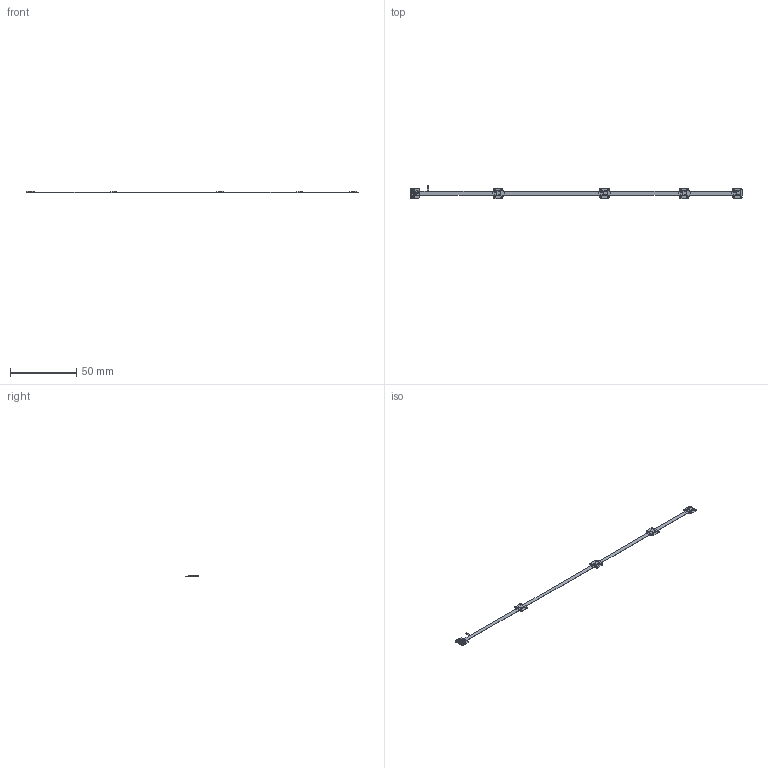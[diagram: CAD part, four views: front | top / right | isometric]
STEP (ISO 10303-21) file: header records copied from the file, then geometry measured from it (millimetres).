
FILE_DESCRIPTION(('Open CASCADE Model'),'2;1');
FILE_NAME('Open CASCADE Shape Model','2025-04-23T17:08:53',('Author'),( 'Open CASCADE'),'Open CASCADE STEP processor 7.5','Open CASCADE 7.5' ,'Unknown');
FILE_SCHEMA(('AUTOMOTIVE_DESIGN { 1 0 10303 214 1 1 1 1 }'));
Length unit declared in the file: millimetre
Products named in the file (48): PCB; Board; Open CASCADE STEP translator 7.5 2.1.1; Open CASCADE STEP translator 7.5 2.1.2; Open CASCADE STEP translator 7.5 2.1.3; Open CASCADE STEP translator 7.5 2.1.4; Open CASCADE STEP translator 7.5 2.1.5; Open CASCADE STEP translator 7.5 2.1.6; Open CASCADE STEP translator 7.5 2.1.7; Open CASCADE STEP translator 7.5 2.1.8; Open CASCADE STEP translator 7.5 2.1.9; Open CASCADE STEP translator 7.5 2.1.10; Open CASCADE STEP translator 7.5 2.1.11; Open CASCADE STEP translator 7.5 2.1.12; Open CASCADE STEP translator 7.5 2.1.13; Open CASCADE STEP translator 7.5 2.1.14; Open CASCADE STEP translator 7.5 2.1.15; Open CASCADE STEP translator 7.5 2.1.16; Open CASCADE STEP translator 7.5 2.1.17; U3_CH4; 6890623888; Extruded; U3_CH3; U3_CH2; U2_CH4; ICM-42670-P; U2_CH3; U2_CH2; C4_CH4; Capacitor 0201; C4_CH3; C4_CH2; C3_CH4; C3_CH3; C3_CH2; C2_CH4; C2_CH3; C2_CH2; U2_CH1; C4_CH1 ...
Assembly tree (65 placements, depth 4):
  PCB
    Board
      Open CASCADE STEP translator 7.5 2.1.1
      Open CASCADE STEP translator 7.5 2.1.2
      Open CASCADE STEP translator 7.5 2.1.3
      Open CASCADE STEP translator 7.5 2.1.4
      Open CASCADE STEP translator 7.5 2.1.5
      Open CASCADE STEP translator 7.5 2.1.6
      Open CASCADE STEP translator 7.5 2.1.7
      Open CASCADE STEP translator 7.5 2.1.8
      Open CASCADE STEP translator 7.5 2.1.9
      Open CASCADE STEP translator 7.5 2.1.10
      Open CASCADE STEP translator 7.5 2.1.11
      Open CASCADE STEP translator 7.5 2.1.12
      Open CASCADE STEP translator 7.5 2.1.13
      Open CASCADE STEP translator 7.5 2.1.14
      Open CASCADE STEP translator 7.5 2.1.15
      Open CASCADE STEP translator 7.5 2.1.16
      Open CASCADE STEP translator 7.5 2.1.17
    U3_CH4
      6890623888
        Extruded
    U3_CH3
      6890623888
        Extruded
    U3_CH2
      6890623888
        Extruded
    U2_CH4
      ICM-42670-P
    U2_CH3
      ICM-42670-P
    U2_CH2
      ICM-42670-P
    C4_CH4
      Capacitor 0201
    C4_CH3
      Capacitor 0201
    C4_CH2
      Capacitor 0201
    C3_CH4
      Capacitor 0201
    C3_CH3
      Capacitor 0201
    C3_CH2
      Capacitor 0201
    C2_CH4
      Capacitor 0201
    C2_CH3
      Capacitor 0201
    C2_CH2
      Capacitor 0201
    U2_CH1
      ICM-42670-P
    C4_CH1
      Capacitor 0201
    C3_CH1
      Capacitor 0201
    U3_CH1
      6890623888
Bounding box: 250 x 10 x 1.31 mm (x, y, z)
Volume: 220.1 mm3; surface area: 2280.9 mm2
Topology: 108 solids, 108 shells, 2559 faces, 6463 edges, 4122 vertices
Faces by surface type: plane 2021, cylinder 406, sphere 104, bspline 28
Full cylindrical faces by diameter (mm): 1 x16
Entity records: 51935 total; most frequent: CARTESIAN_POINT 9897, ORIENTED_EDGE 7966, DIRECTION 7323, EDGE_CURVE 3983, LINE 3619, VECTOR 3619, VERTEX_POINT 2634, AXIS2_PLACEMENT_3D 1852
